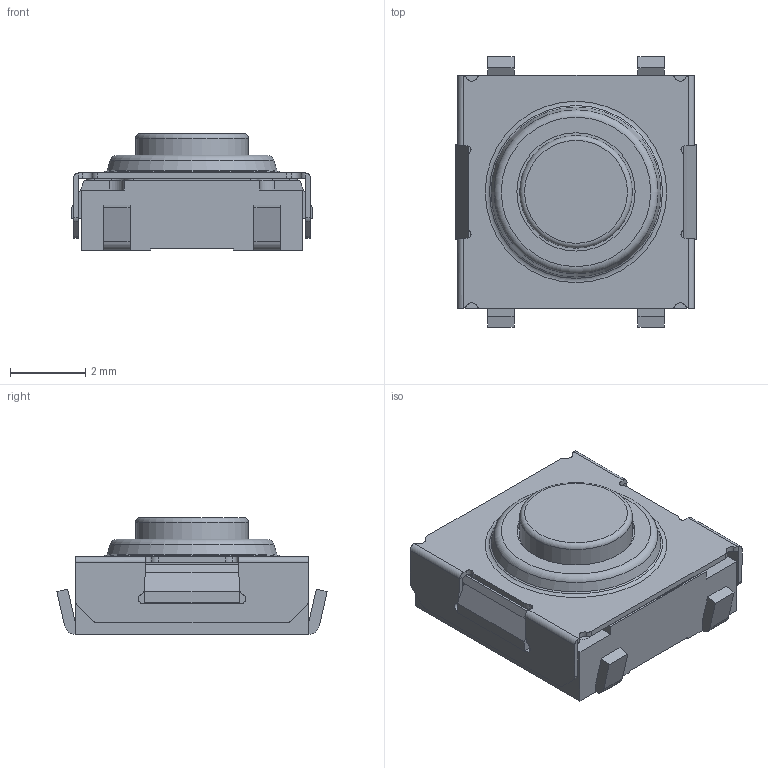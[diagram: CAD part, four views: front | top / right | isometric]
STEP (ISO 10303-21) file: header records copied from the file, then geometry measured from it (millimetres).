
FILE_DESCRIPTION(/* description */ (''),/* implementation_level */ '2;1');
FILE_NAME(/* name */ 'TL6800AFxxxQJ.stp',/* time_stamp */ '2022-07-12T11:43:20-05:00',/* author */ ('mroman'),/* organization */ (''),/* preprocessor_version */ 'ST-DEVELOPER v18.1',/* originating_system */ 'Autodesk Inventor 2020',/* authorisation */ '');
FILE_SCHEMA (('AUTOMOTIVE_DESIGN { 1 0 10303 214 3 1 1 }'));
Length unit declared in the file: millimetre
Products named in the file (1): TL6800AFxxxQJ
Bounding box: 6.4 x 7.2 x 3.11 mm (x, y, z)
Volume: 85.1 mm3; surface area: 212.4 mm2
Topology: 1 solids, 2 shells, 227 faces, 668 edges, 442 vertices
Faces by surface type: plane 138, cylinder 83, torus 4, cone 2
Full cylindrical faces by diameter (mm): 0.6 x4, 0.95 x1, 3 x1, 3.15 x2
Entity records: 7755 total; most frequent: CARTESIAN_POINT 1462, ORIENTED_EDGE 1336, DIRECTION 1318, EDGE_CURVE 668, LINE 450, VECTOR 450, VERTEX_POINT 442, AXIS2_PLACEMENT_3D 434
